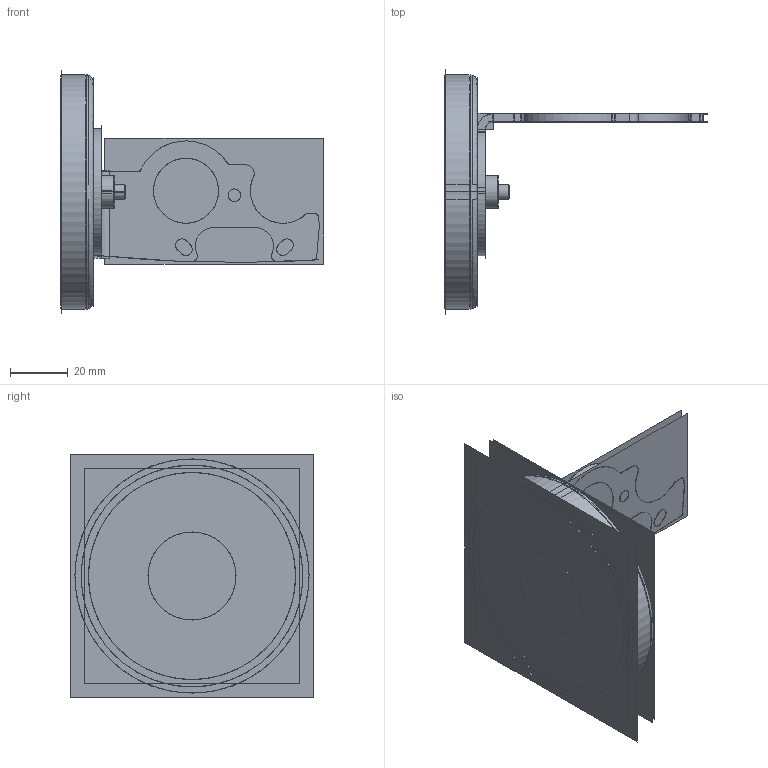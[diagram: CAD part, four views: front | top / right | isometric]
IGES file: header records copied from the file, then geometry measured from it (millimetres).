
Start section:  PTC IGES file: 188675.igs
Global section: file name: 188675.igs; native system: Creo Parametric by Parametric Technology Corporation; preprocessor: 2013230; author: pdmadmin; organization: Unknown; date: 20151013.113533; units: millimetre
Bounding box: 90.94 x 84.29 x 84.27 mm (x, y, z)
Volume: 52861.8 mm3; surface area: 129367.6 mm2
Topology: 4 solids, 4 shells, 202 faces, 1026 edges, 1314 vertices
Faces by surface type: revolution 128, bspline 74
